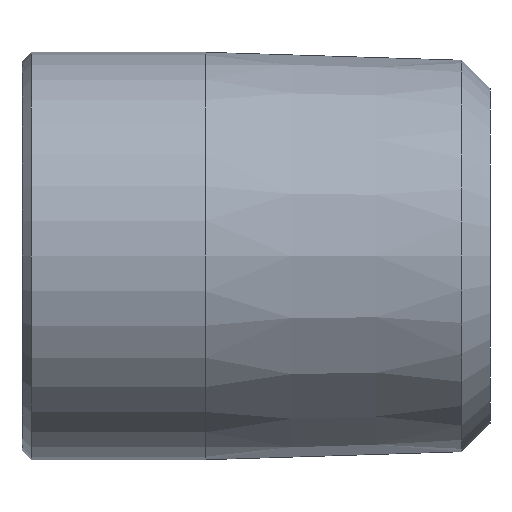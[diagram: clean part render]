
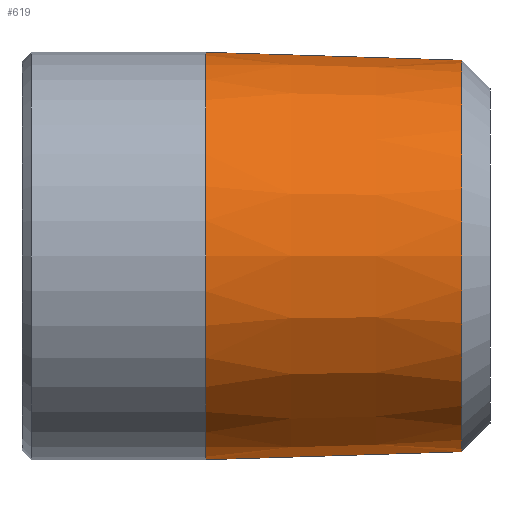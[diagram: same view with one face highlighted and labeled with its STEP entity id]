
A CAD part, front view. The second image highlights one B-rep face of the part: STEP entity #619.
In plain terms, the highlighted conical face has half-angle 1.78 degrees and reference radius 10.75 mm.
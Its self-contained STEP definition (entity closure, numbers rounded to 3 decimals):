
#94 = DIRECTION ( 'NONE',  ( 0., 0., 1. ) ) ;
#107 = CARTESIAN_POINT ( 'NONE',  ( 9.7, 0., 10.75 ) ) ;
#108 = VECTOR ( 'NONE', #946, 1000. ) ;
#129 = DIRECTION ( 'NONE',  ( -1., 0., 0. ) ) ;
#145 = EDGE_CURVE ( 'NONE', #1147, #430, #800, .T. ) ;
#148 = VERTEX_POINT ( 'NONE', #969 ) ;
#154 = DIRECTION ( 'NONE',  ( -1., 0., 0. ) ) ;
#164 = EDGE_CURVE ( 'NONE', #405, #1147, #505, .T. ) ;
#190 = DIRECTION ( 'NONE',  ( -1., 0., 0. ) ) ;
#225 = ORIENTED_EDGE ( 'NONE', *, *, #145, .F. ) ;
#386 = ORIENTED_EDGE ( 'NONE', *, *, #1160, .T. ) ;
#401 = DIRECTION ( 'NONE',  ( -1., 0., -0.031 ) ) ;
#405 = VERTEX_POINT ( 'NONE', #1030 ) ;
#430 = VERTEX_POINT ( 'NONE', #107 ) ;
#442 = CARTESIAN_POINT ( 'NONE',  ( 9.7, 0., 0. ) ) ;
#497 = CARTESIAN_POINT ( 'NONE',  ( 23.203, 0., 0. ) ) ;
#505 = LINE ( 'NONE', #974, #737 ) ;
#552 = CARTESIAN_POINT ( 'NONE',  ( 9.7, 0., 10.75 ) ) ;
#619 = ADVANCED_FACE ( 'NONE', ( #855 ), #1081, .T. ) ;
#668 = EDGE_CURVE ( 'NONE', #148, #430, #823, .T. ) ;
#689 = CARTESIAN_POINT ( 'NONE',  ( 9.7, 0., 0. ) ) ;
#737 = VECTOR ( 'NONE', #401, 1000. ) ;
#782 = DIRECTION ( 'NONE',  ( 0., 0., 1. ) ) ;
#800 = CIRCLE ( 'NONE', #1176, 10.75 ) ;
#807 = DIRECTION ( 'NONE',  ( 0., 0., -1. ) ) ;
#823 = LINE ( 'NONE', #552, #108 ) ;
#855 = FACE_OUTER_BOUND ( 'NONE', #939, .T. ) ;
#931 = AXIS2_PLACEMENT_3D ( 'NONE', #442, #190, #94 ) ;
#939 = EDGE_LOOP ( 'NONE', ( #1024, #386, #1186, #225 ) ) ;
#942 = CIRCLE ( 'NONE', #1008, 10.33 ) ;
#946 = DIRECTION ( 'NONE',  ( -1., 0., 0.031 ) ) ;
#969 = CARTESIAN_POINT ( 'NONE',  ( 23.203, 0., 10.33 ) ) ;
#974 = CARTESIAN_POINT ( 'NONE',  ( 9.7, 0., -10.75 ) ) ;
#1008 = AXIS2_PLACEMENT_3D ( 'NONE', #497, #154, #807 ) ;
#1024 = ORIENTED_EDGE ( 'NONE', *, *, #164, .F. ) ;
#1030 = CARTESIAN_POINT ( 'NONE',  ( 23.203, 0., -10.33 ) ) ;
#1070 = CARTESIAN_POINT ( 'NONE',  ( 9.7, 0., -10.75 ) ) ;
#1081 = CONICAL_SURFACE ( 'NONE', #931, 10.75, 0.031 ) ;
#1147 = VERTEX_POINT ( 'NONE', #1070 ) ;
#1160 = EDGE_CURVE ( 'NONE', #405, #148, #942, .T. ) ;
#1176 = AXIS2_PLACEMENT_3D ( 'NONE', #689, #129, #782 ) ;
#1186 = ORIENTED_EDGE ( 'NONE', *, *, #668, .T. ) ;
